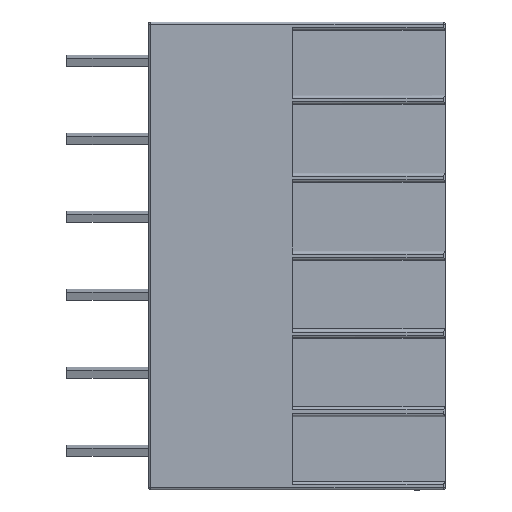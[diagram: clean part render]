
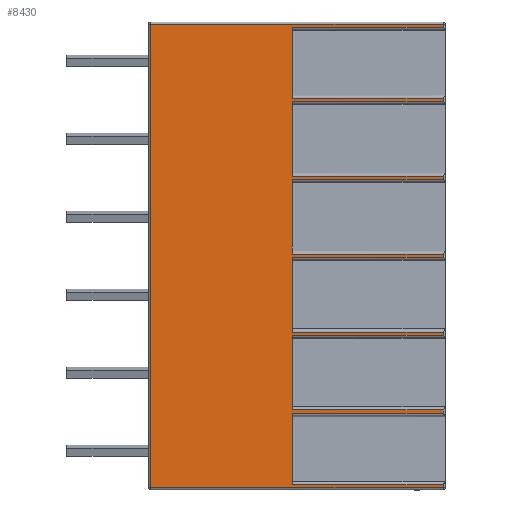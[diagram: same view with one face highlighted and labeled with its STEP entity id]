
A CAD part, top view. The second image highlights one B-rep face of the part: STEP entity #8430.
In plain terms, the highlighted planar face has unit normal (0, 0, 1).
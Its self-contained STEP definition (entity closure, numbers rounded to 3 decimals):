
#1440=DIRECTION('',(1.,0.,0.));
#1441=VECTOR('',#1440,28.6);
#1442=CARTESIAN_POINT('',(-10.95,0.2,6.956));
#1443=LINE('',#1442,#1441);
#1444=DIRECTION('',(0.,1.,0.));
#1445=VECTOR('',#1444,45.32);
#1446=CARTESIAN_POINT('',(-10.95,0.2,6.956));
#1447=LINE('',#1446,#1445);
#1448=DIRECTION('',(-1.,0.,0.));
#1449=VECTOR('',#1448,28.6);
#1450=CARTESIAN_POINT('',(17.65,45.52,6.956));
#1451=LINE('',#1450,#1449);
#1452=DIRECTION('',(1.,0.,0.));
#1453=VECTOR('',#1452,14.75);
#1454=CARTESIAN_POINT('',(2.9,45.21,6.956));
#1455=LINE('',#1454,#1453);
#1456=DIRECTION('',(0.,-1.,0.));
#1457=VECTOR('',#1456,6.94);
#1458=CARTESIAN_POINT('',(2.9,45.21,6.956));
#1459=LINE('',#1458,#1457);
#1460=DIRECTION('',(1.,0.,0.));
#1461=VECTOR('',#1460,14.75);
#1462=CARTESIAN_POINT('',(2.9,38.27,6.956));
#1463=LINE('',#1462,#1461);
#1464=DIRECTION('',(1.,0.,0.));
#1465=VECTOR('',#1464,14.75);
#1466=CARTESIAN_POINT('',(2.9,37.975,6.956));
#1467=LINE('',#1466,#1465);
#1468=DIRECTION('',(0.,-1.,0.));
#1469=VECTOR('',#1468,7.32);
#1470=CARTESIAN_POINT('',(2.9,37.975,6.956));
#1471=LINE('',#1470,#1469);
#1472=DIRECTION('',(-1.,0.,0.));
#1473=VECTOR('',#1472,14.75);
#1474=CARTESIAN_POINT('',(17.65,30.655,6.956));
#1475=LINE('',#1474,#1473);
#1476=DIRECTION('',(1.,0.,0.));
#1477=VECTOR('',#1476,14.75);
#1478=CARTESIAN_POINT('',(2.9,30.355,6.956));
#1479=LINE('',#1478,#1477);
#1480=DIRECTION('',(0.,-1.,0.));
#1481=VECTOR('',#1480,7.32);
#1482=CARTESIAN_POINT('',(2.9,30.355,6.956));
#1483=LINE('',#1482,#1481);
#1484=DIRECTION('',(-1.,0.,0.));
#1485=VECTOR('',#1484,14.75);
#1486=CARTESIAN_POINT('',(17.65,23.035,6.956));
#1487=LINE('',#1486,#1485);
#1488=DIRECTION('',(1.,0.,0.));
#1489=VECTOR('',#1488,14.75);
#1490=CARTESIAN_POINT('',(2.9,22.735,6.956));
#1491=LINE('',#1490,#1489);
#1492=DIRECTION('',(0.,-1.,0.));
#1493=VECTOR('',#1492,7.32);
#1494=CARTESIAN_POINT('',(2.9,22.735,6.956));
#1495=LINE('',#1494,#1493);
#1496=DIRECTION('',(-1.,0.,0.));
#1497=VECTOR('',#1496,14.75);
#1498=CARTESIAN_POINT('',(17.65,15.415,6.956));
#1499=LINE('',#1498,#1497);
#1500=DIRECTION('',(1.,0.,0.));
#1501=VECTOR('',#1500,14.75);
#1502=CARTESIAN_POINT('',(2.9,15.115,6.956));
#1503=LINE('',#1502,#1501);
#1504=DIRECTION('',(0.,-1.,0.));
#1505=VECTOR('',#1504,7.32);
#1506=CARTESIAN_POINT('',(2.9,15.115,6.956));
#1507=LINE('',#1506,#1505);
#1508=DIRECTION('',(-1.,0.,0.));
#1509=VECTOR('',#1508,14.75);
#1510=CARTESIAN_POINT('',(17.65,7.795,6.956));
#1511=LINE('',#1510,#1509);
#1512=DIRECTION('',(-1.,0.,0.));
#1513=VECTOR('',#1512,14.75);
#1514=CARTESIAN_POINT('',(17.65,7.45,6.956));
#1515=LINE('',#1514,#1513);
#1516=DIRECTION('',(0.,1.,0.));
#1517=VECTOR('',#1516,6.94);
#1518=CARTESIAN_POINT('',(2.9,0.51,6.956));
#1519=LINE('',#1518,#1517);
#1520=DIRECTION('',(-1.,0.,0.));
#1521=VECTOR('',#1520,14.75);
#1522=CARTESIAN_POINT('',(17.65,0.51,6.956));
#1523=LINE('',#1522,#1521);
#1543=DIRECTION('',(0.,1.,0.));
#1544=VECTOR('',#1543,0.295);
#1545=CARTESIAN_POINT('',(17.65,37.975,6.956));
#1546=LINE('',#1545,#1544);
#1565=DIRECTION('',(0.,1.,0.));
#1566=VECTOR('',#1565,0.3);
#1567=CARTESIAN_POINT('',(17.65,30.355,6.956));
#1568=LINE('',#1567,#1566);
#1587=DIRECTION('',(0.,1.,0.));
#1588=VECTOR('',#1587,0.3);
#1589=CARTESIAN_POINT('',(17.65,22.735,6.956));
#1590=LINE('',#1589,#1588);
#1609=DIRECTION('',(0.,1.,0.));
#1610=VECTOR('',#1609,0.3);
#1611=CARTESIAN_POINT('',(17.65,15.115,6.956));
#1612=LINE('',#1611,#1610);
#1631=DIRECTION('',(0.,1.,0.));
#1632=VECTOR('',#1631,0.345);
#1633=CARTESIAN_POINT('',(17.65,7.45,6.956));
#1634=LINE('',#1633,#1632);
#1649=DIRECTION('',(0.,1.,0.));
#1650=VECTOR('',#1649,0.31);
#1651=CARTESIAN_POINT('',(17.65,0.2,6.956));
#1652=LINE('',#1651,#1650);
#1676=DIRECTION('',(0.,1.,0.));
#1677=VECTOR('',#1676,0.31);
#1678=CARTESIAN_POINT('',(17.65,45.21,6.956));
#1679=LINE('',#1678,#1677);
#5723=CARTESIAN_POINT('',(2.9,45.21,6.956));
#5724=CARTESIAN_POINT('',(2.9,38.27,6.956));
#5725=VERTEX_POINT('',#5723);
#5726=VERTEX_POINT('',#5724);
#5727=CARTESIAN_POINT('',(17.65,45.21,6.956));
#5728=VERTEX_POINT('',#5727);
#5729=CARTESIAN_POINT('',(17.65,38.27,6.956));
#5730=VERTEX_POINT('',#5729);
#5821=CARTESIAN_POINT('',(2.9,37.975,6.956));
#5822=CARTESIAN_POINT('',(17.65,37.975,6.956));
#5823=VERTEX_POINT('',#5821);
#5824=VERTEX_POINT('',#5822);
#5825=CARTESIAN_POINT('',(17.65,30.655,6.956));
#5826=CARTESIAN_POINT('',(2.9,30.655,6.956));
#5827=VERTEX_POINT('',#5825);
#5828=VERTEX_POINT('',#5826);
#5991=CARTESIAN_POINT('',(2.9,30.355,6.956));
#5992=CARTESIAN_POINT('',(17.65,30.355,6.956));
#5993=VERTEX_POINT('',#5991);
#5994=VERTEX_POINT('',#5992);
#5995=CARTESIAN_POINT('',(17.65,23.035,6.956));
#5996=CARTESIAN_POINT('',(2.9,23.035,6.956));
#5997=VERTEX_POINT('',#5995);
#5998=VERTEX_POINT('',#5996);
#6205=CARTESIAN_POINT('',(2.9,0.51,6.956));
#6206=VERTEX_POINT('',#6205);
#6207=CARTESIAN_POINT('',(2.9,7.45,6.956));
#6208=VERTEX_POINT('',#6207);
#6217=CARTESIAN_POINT('',(17.65,0.51,6.956));
#6218=VERTEX_POINT('',#6217);
#6219=CARTESIAN_POINT('',(17.65,7.45,6.956));
#6220=VERTEX_POINT('',#6219);
#6303=CARTESIAN_POINT('',(2.9,22.735,6.956));
#6304=CARTESIAN_POINT('',(17.65,22.735,6.956));
#6305=VERTEX_POINT('',#6303);
#6306=VERTEX_POINT('',#6304);
#6307=CARTESIAN_POINT('',(17.65,15.415,6.956));
#6308=CARTESIAN_POINT('',(2.9,15.415,6.956));
#6309=VERTEX_POINT('',#6307);
#6310=VERTEX_POINT('',#6308);
#6473=CARTESIAN_POINT('',(2.9,15.115,6.956));
#6474=CARTESIAN_POINT('',(17.65,15.115,6.956));
#6475=VERTEX_POINT('',#6473);
#6476=VERTEX_POINT('',#6474);
#6477=CARTESIAN_POINT('',(17.65,7.795,6.956));
#6478=CARTESIAN_POINT('',(2.9,7.795,6.956));
#6479=VERTEX_POINT('',#6477);
#6480=VERTEX_POINT('',#6478);
#6877=CARTESIAN_POINT('',(17.65,0.2,6.956));
#6878=VERTEX_POINT('',#6877);
#6879=CARTESIAN_POINT('',(-10.95,0.2,6.956));
#6880=VERTEX_POINT('',#6879);
#6917=CARTESIAN_POINT('',(-10.95,45.52,6.956));
#6918=VERTEX_POINT('',#6917);
#6919=CARTESIAN_POINT('',(17.65,45.52,6.956));
#6920=VERTEX_POINT('',#6919);
#8369=CARTESIAN_POINT('',(-10.95,0.,6.956));
#8370=DIRECTION('',(0.,0.,1.));
#8371=DIRECTION('',(1.,0.,0.));
#8372=AXIS2_PLACEMENT_3D('',#8369,#8370,#8371);
#8373=PLANE('',#8372);
#8375=ORIENTED_EDGE('',*,*,#8374,.F.);
#8377=ORIENTED_EDGE('',*,*,#8376,.T.);
#8379=ORIENTED_EDGE('',*,*,#8378,.F.);
#8381=ORIENTED_EDGE('',*,*,#8380,.F.);
#8382=ORIENTED_EDGE('',*,*,#8358,.F.);
#8383=ORIENTED_EDGE('',*,*,#8348,.T.);
#8385=ORIENTED_EDGE('',*,*,#8384,.T.);
#8387=ORIENTED_EDGE('',*,*,#8386,.F.);
#8389=ORIENTED_EDGE('',*,*,#8388,.F.);
#8391=ORIENTED_EDGE('',*,*,#8390,.T.);
#8393=ORIENTED_EDGE('',*,*,#8392,.F.);
#8395=ORIENTED_EDGE('',*,*,#8394,.F.);
#8397=ORIENTED_EDGE('',*,*,#8396,.F.);
#8399=ORIENTED_EDGE('',*,*,#8398,.T.);
#8401=ORIENTED_EDGE('',*,*,#8400,.F.);
#8403=ORIENTED_EDGE('',*,*,#8402,.F.);
#8405=ORIENTED_EDGE('',*,*,#8404,.F.);
#8407=ORIENTED_EDGE('',*,*,#8406,.T.);
#8409=ORIENTED_EDGE('',*,*,#8408,.F.);
#8411=ORIENTED_EDGE('',*,*,#8410,.F.);
#8413=ORIENTED_EDGE('',*,*,#8412,.F.);
#8415=ORIENTED_EDGE('',*,*,#8414,.T.);
#8417=ORIENTED_EDGE('',*,*,#8416,.F.);
#8419=ORIENTED_EDGE('',*,*,#8418,.F.);
#8421=ORIENTED_EDGE('',*,*,#8420,.T.);
#8423=ORIENTED_EDGE('',*,*,#8422,.F.);
#8425=ORIENTED_EDGE('',*,*,#8424,.F.);
#8427=ORIENTED_EDGE('',*,*,#8426,.F.);
#8428=EDGE_LOOP('',(#8375,#8377,#8379,#8381,#8382,#8383,#8385,#8387,#8389,#8391,
#8393,#8395,#8397,#8399,#8401,#8403,#8405,#8407,#8409,#8411,#8413,#8415,#8417,
#8419,#8421,#8423,#8425,#8427));
#8429=FACE_OUTER_BOUND('',#8428,.F.);
#8430=ADVANCED_FACE('',(#8429),#8373,.T.);
#8348=EDGE_CURVE('',#5725,#5726,#1459,.T.);
#8358=EDGE_CURVE('',#5725,#5728,#1455,.T.);
#8374=EDGE_CURVE('',#6880,#6878,#1443,.T.);
#8376=EDGE_CURVE('',#6880,#6918,#1447,.T.);
#8378=EDGE_CURVE('',#6920,#6918,#1451,.T.);
#8380=EDGE_CURVE('',#5728,#6920,#1679,.T.);
#8384=EDGE_CURVE('',#5726,#5730,#1463,.T.);
#8386=EDGE_CURVE('',#5824,#5730,#1546,.T.);
#8388=EDGE_CURVE('',#5823,#5824,#1467,.T.);
#8390=EDGE_CURVE('',#5823,#5828,#1471,.T.);
#8392=EDGE_CURVE('',#5827,#5828,#1475,.T.);
#8394=EDGE_CURVE('',#5994,#5827,#1568,.T.);
#8396=EDGE_CURVE('',#5993,#5994,#1479,.T.);
#8398=EDGE_CURVE('',#5993,#5998,#1483,.T.);
#8400=EDGE_CURVE('',#5997,#5998,#1487,.T.);
#8402=EDGE_CURVE('',#6306,#5997,#1590,.T.);
#8404=EDGE_CURVE('',#6305,#6306,#1491,.T.);
#8406=EDGE_CURVE('',#6305,#6310,#1495,.T.);
#8408=EDGE_CURVE('',#6309,#6310,#1499,.T.);
#8410=EDGE_CURVE('',#6476,#6309,#1612,.T.);
#8412=EDGE_CURVE('',#6475,#6476,#1503,.T.);
#8414=EDGE_CURVE('',#6475,#6480,#1507,.T.);
#8416=EDGE_CURVE('',#6479,#6480,#1511,.T.);
#8418=EDGE_CURVE('',#6220,#6479,#1634,.T.);
#8420=EDGE_CURVE('',#6220,#6208,#1515,.T.);
#8422=EDGE_CURVE('',#6206,#6208,#1519,.T.);
#8424=EDGE_CURVE('',#6218,#6206,#1523,.T.);
#8426=EDGE_CURVE('',#6878,#6218,#1652,.T.);
